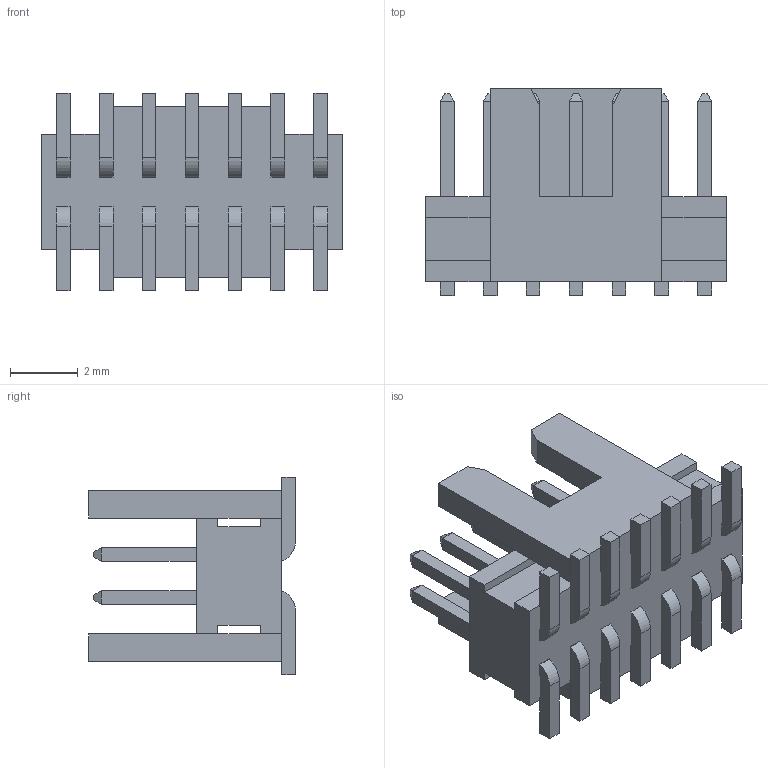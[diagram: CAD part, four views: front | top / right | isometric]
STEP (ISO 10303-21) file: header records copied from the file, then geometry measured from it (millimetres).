
FILE_DESCRIPTION(/* description */ ('STEP AP214'),/* implementation_level */ '2;1');
FILE_NAME(/* name */ 'FTSH-107-01-F-DV-K',/* time_stamp */ '2024-05-10T16:49:37+02:00',/* author */ ('License CC BY-ND 4.0'),/* organization */ ('CADENAS'),/* preprocessor_version */ 'ST-DEVELOPER v19.3',/* originating_system */ 'PARTsolutions',/* authorisation */ ' ');
FILE_SCHEMA (('TECHNICAL_DATA_PACKAGING','AP242_MANAGED_MODEL_BASED_3D_ENGINEERING_MIM_LF { 1 0 10303 442 3 1 4 }','AUTOMOTIVE_DESIGN {1 0 10303 214 3 1 1}'));
Length unit declared in the file: inch
Products named in the file (4): FTSH-107-01-F-DV-K; FTSH-107-01-F-DV-K_body; FTSH-107-01-F-DV-K_pins1; FTSH-107-01-F-DV-K_pins2
Assembly tree (3 placements, depth 2):
  FTSH-107-01-F-DV-K
    FTSH-107-01-F-DV-K_body
    FTSH-107-01-F-DV-K_pins1
    FTSH-107-01-F-DV-K_pins2
Bounding box: 8.89 x 6.12 x 5.84 mm (x, y, z)
Volume: 142.3 mm3; surface area: 520.5 mm2
Topology: 3 solids, 3 shells, 332 faces, 904 edges, 580 vertices
Faces by surface type: plane 318, cylinder 14
Entity records: 10337 total; most frequent: CARTESIAN_POINT 1820, ORIENTED_EDGE 1808, DIRECTION 1604, EDGE_CURVE 904, LINE 876, VECTOR 876, VERTEX_POINT 580, AXIS2_PLACEMENT_3D 364
